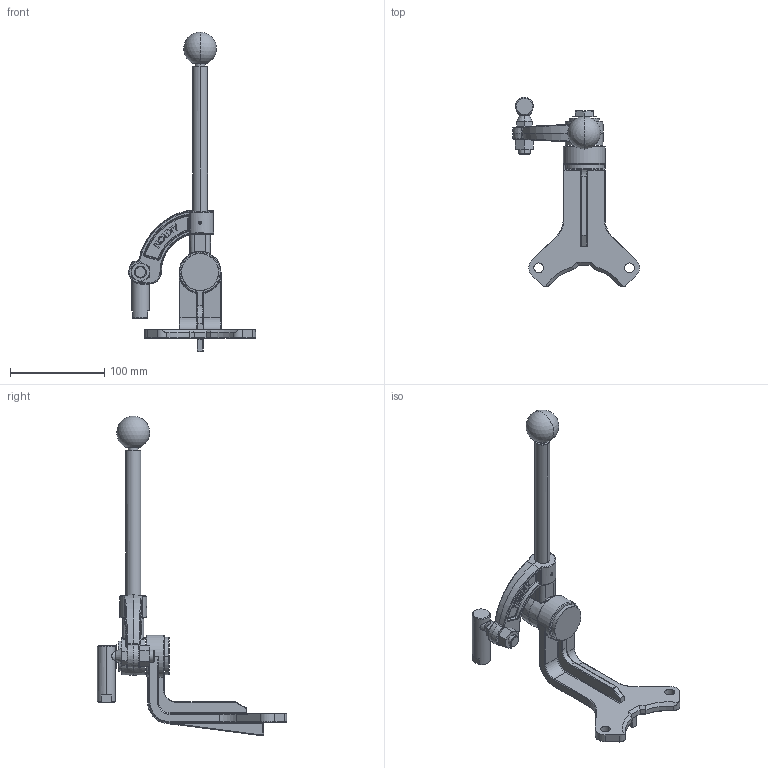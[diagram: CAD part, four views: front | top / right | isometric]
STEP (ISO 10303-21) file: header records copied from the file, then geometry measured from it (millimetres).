
FILE_DESCRIPTION((''),'2;1');
FILE_NAME('7593_05','2012-04-23T',('sobri'),(''),'PRO/ENGINEER BY PARAMETRIC TECHNOLOGY CORPORATION, 2011180','PRO/ENGINEER BY PARAMETRIC TECHNOLOGY CORPORATION, 2011180','');
FILE_SCHEMA(('CONFIG_CONTROL_DESIGN'));
Length unit declared in the file: inch
Products named in the file (1): 7593_05
Bounding box: 135.13 x 201.25 x 340.05 mm (x, y, z)
Surface area: 71783.9 mm2 (no closed solid volume)
Topology: 0 solids, 16 shells, 468 faces, 1493 edges, 1017 vertices
Faces by surface type: plane 217, cylinder 89, cone 64, bspline 56, torus 36, sphere 6
Entity records: 20639 total; most frequent: CARTESIAN_POINT 8151, ORIENTED_EDGE 2504, DIRECTION 2405, EDGE_CURVE 1489, VERTEX_POINT 1017, VECTOR 869, LINE 869, AXIS2_PLACEMENT_3D 768
